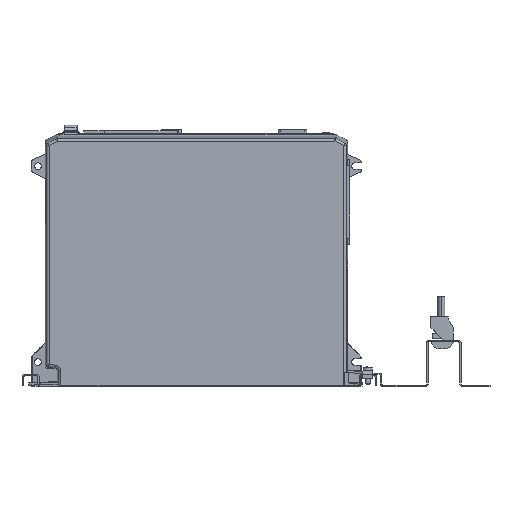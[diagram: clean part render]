
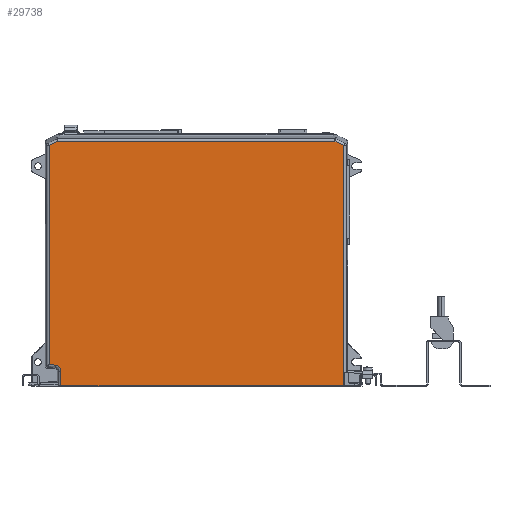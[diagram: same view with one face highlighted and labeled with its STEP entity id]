
A CAD part, left-side view. The second image highlights one B-rep face of the part: STEP entity #29738.
In plain terms, the highlighted planar face has unit normal (-1, 0, 0).
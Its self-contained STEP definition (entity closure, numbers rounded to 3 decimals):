
#977 = CARTESIAN_POINT ( 'NONE',  ( -44.5, -18.182, 12.716 ) ) ;
#1334 = CARTESIAN_POINT ( 'NONE',  ( -44.5, -263.582, 0. ) ) ;
#1452 = LINE ( 'NONE', #22230, #37371 ) ;
#2044 = ORIENTED_EDGE ( 'NONE', *, *, #5601, .F. ) ;
#2856 = VERTEX_POINT ( 'NONE', #20128 ) ;
#2991 = EDGE_CURVE ( 'NONE', #19325, #9734, #6646, .T. ) ;
#3032 = EDGE_CURVE ( 'NONE', #24105, #2856, #18679, .T. ) ;
#3323 = LINE ( 'NONE', #21015, #16636 ) ;
#3916 = CARTESIAN_POINT ( 'NONE',  ( -44.5, -267.001, 212.011 ) ) ;
#5601 = EDGE_CURVE ( 'NONE', #2856, #19325, #36132, .T. ) ;
#5657 = ORIENTED_EDGE ( 'NONE', *, *, #15366, .F. ) ;
#5747 = CARTESIAN_POINT ( 'NONE',  ( -44.5, -18.182, 0. ) ) ;
#6646 = LINE ( 'NONE', #6830, #15072 ) ;
#6830 = CARTESIAN_POINT ( 'NONE',  ( -44.5, -263.582, 0. ) ) ;
#7167 = VERTEX_POINT ( 'NONE', #31771 ) ;
#7210 = EDGE_CURVE ( 'NONE', #19195, #24737, #12011, .T. ) ;
#8324 = EDGE_CURVE ( 'NONE', #7167, #24105, #13823, .T. ) ;
#8637 = ORIENTED_EDGE ( 'NONE', *, *, #32155, .F. ) ;
#8821 = CARTESIAN_POINT ( 'NONE',  ( -44.5, -15.581, 212.011 ) ) ;
#9734 = VERTEX_POINT ( 'NONE', #1334 ) ;
#11280 = DIRECTION ( 'NONE',  ( 0., -1., 0. ) ) ;
#11453 = EDGE_CURVE ( 'NONE', #24737, #26966, #17044, .T. ) ;
#12011 = LINE ( 'NONE', #18018, #34235 ) ;
#12828 = CARTESIAN_POINT ( 'NONE',  ( -44.5, -7.92, 18.245 ) ) ;
#13823 = LINE ( 'NONE', #25622, #27507 ) ;
#14956 = ORIENTED_EDGE ( 'NONE', *, *, #2991, .F. ) ;
#15014 = FACE_OUTER_BOUND ( 'NONE', #22247, .T. ) ;
#15072 = VECTOR ( 'NONE', #29602, 1000. ) ;
#15366 = EDGE_CURVE ( 'NONE', #9734, #19195, #20841, .T. ) ;
#15713 = VECTOR ( 'NONE', #30312, 1000. ) ;
#16239 = EDGE_CURVE ( 'NONE', #26966, #24649, #3323, .T. ) ;
#16636 = VECTOR ( 'NONE', #18093, 1000. ) ;
#17044 = CIRCLE ( 'NONE', #18907, 5.211 ) ;
#17074 = AXIS2_PLACEMENT_3D ( 'NONE', #27199, #36301, #21397 ) ;
#18018 = CARTESIAN_POINT ( 'NONE',  ( -44.5, -18.182, 0. ) ) ;
#18093 = DIRECTION ( 'NONE',  ( 0., 0.998, 0.061 ) ) ;
#18679 = LINE ( 'NONE', #3916, #15713 ) ;
#18907 = AXIS2_PLACEMENT_3D ( 'NONE', #22401, #25107, #11280 ) ;
#19195 = VERTEX_POINT ( 'NONE', #5747 ) ;
#19325 = VERTEX_POINT ( 'NONE', #26699 ) ;
#20128 = CARTESIAN_POINT ( 'NONE',  ( -44.5, -255.921, 212.011 ) ) ;
#20841 = LINE ( 'NONE', #33200, #36374 ) ;
#21015 = CARTESIAN_POINT ( 'NONE',  ( -44.5, -13.289, 17.917 ) ) ;
#21233 = DIRECTION ( 'NONE',  ( 0., -0.906, -0.423 ) ) ;
#21397 = DIRECTION ( 'NONE',  ( 0., -1., 0. ) ) ;
#22230 = CARTESIAN_POINT ( 'NONE',  ( -44.5, -7.92, 0. ) ) ;
#22247 = EDGE_LOOP ( 'NONE', ( #28234, #5657, #14956, #2044, #36776, #27997, #8637, #34283, #24774 ) ) ;
#22401 = CARTESIAN_POINT ( 'NONE',  ( -44.5, -12.971, 12.716 ) ) ;
#24105 = VERTEX_POINT ( 'NONE', #8821 ) ;
#24649 = VERTEX_POINT ( 'NONE', #12828 ) ;
#24737 = VERTEX_POINT ( 'NONE', #977 ) ;
#24774 = ORIENTED_EDGE ( 'NONE', *, *, #11453, .F. ) ;
#25107 = DIRECTION ( 'NONE',  ( -1., 0., 0. ) ) ;
#25622 = CARTESIAN_POINT ( 'NONE',  ( -44.5, -7.92, 208.438 ) ) ;
#26699 = CARTESIAN_POINT ( 'NONE',  ( -44.5, -263.582, 208.438 ) ) ;
#26725 = DIRECTION ( 'NONE',  ( 0., 0., 1. ) ) ;
#26966 = VERTEX_POINT ( 'NONE', #33850 ) ;
#27199 = CARTESIAN_POINT ( 'NONE',  ( -44.5, -267.001, 0. ) ) ;
#27507 = VECTOR ( 'NONE', #30894, 1000. ) ;
#27997 = ORIENTED_EDGE ( 'NONE', *, *, #8324, .F. ) ;
#28234 = ORIENTED_EDGE ( 'NONE', *, *, #7210, .F. ) ;
#29602 = DIRECTION ( 'NONE',  ( 0., 0., -1. ) ) ;
#29738 = ADVANCED_FACE ( 'NONE', ( #15014 ), #32827, .F. ) ;
#30312 = DIRECTION ( 'NONE',  ( 0., -1., 0. ) ) ;
#30894 = DIRECTION ( 'NONE',  ( 0., -0.906, 0.423 ) ) ;
#31042 = VECTOR ( 'NONE', #21233, 1000. ) ;
#31771 = CARTESIAN_POINT ( 'NONE',  ( -44.5, -7.92, 208.438 ) ) ;
#32155 = EDGE_CURVE ( 'NONE', #24649, #7167, #1452, .T. ) ;
#32827 = PLANE ( 'NONE',  #17074 ) ;
#33200 = CARTESIAN_POINT ( 'NONE',  ( -44.5, -267.001, 0. ) ) ;
#33850 = CARTESIAN_POINT ( 'NONE',  ( -44.5, -13.289, 17.917 ) ) ;
#34235 = VECTOR ( 'NONE', #26725, 1000. ) ;
#34283 = ORIENTED_EDGE ( 'NONE', *, *, #16239, .F. ) ;
#35936 = CARTESIAN_POINT ( 'NONE',  ( -44.5, -255.921, 212.011 ) ) ;
#36132 = LINE ( 'NONE', #35936, #31042 ) ;
#36296 = DIRECTION ( 'NONE',  ( 0., 1., 0. ) ) ;
#36301 = DIRECTION ( 'NONE',  ( 1., 0., 0. ) ) ;
#36370 = DIRECTION ( 'NONE',  ( 0., 0., 1. ) ) ;
#36374 = VECTOR ( 'NONE', #36296, 1000. ) ;
#36776 = ORIENTED_EDGE ( 'NONE', *, *, #3032, .F. ) ;
#37371 = VECTOR ( 'NONE', #36370, 1000. ) ;
